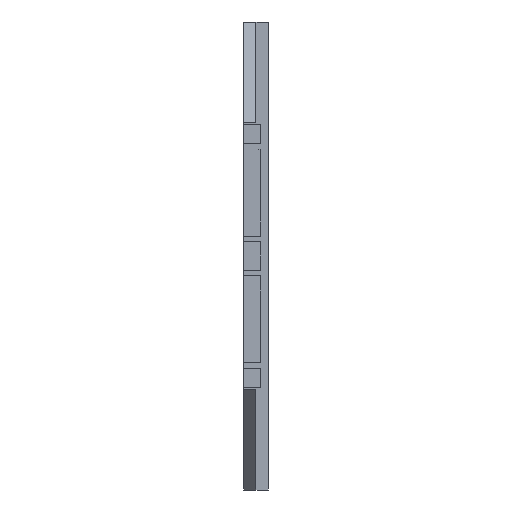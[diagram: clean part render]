
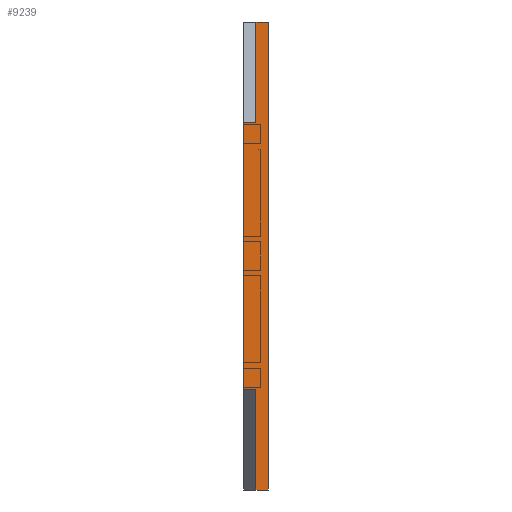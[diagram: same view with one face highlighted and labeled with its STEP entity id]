
A CAD part, left-side view. The second image highlights one B-rep face of the part: STEP entity #9239.
In plain terms, the highlighted planar face has unit normal (-1, 0, 0).
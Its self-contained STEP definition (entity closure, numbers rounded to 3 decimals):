
#344=PLANE('',#10019);
#942=FACE_OUTER_BOUND('',#1584,.T.);
#1584=EDGE_LOOP('',(#8119,#8120,#8121,#8122,#8123,#8124,#8125,#8126));
#1756=LINE('',#12807,#2795);
#1774=LINE('',#13018,#2813);
#2635=LINE('',#15053,#3674);
#2638=LINE('',#15059,#3677);
#2639=LINE('',#15061,#3678);
#2640=LINE('',#15062,#3679);
#2641=LINE('',#15064,#3680);
#2642=LINE('',#15065,#3681);
#2795=VECTOR('',#10211,10.);
#2813=VECTOR('',#10411,10.);
#3674=VECTOR('',#12284,10.);
#3677=VECTOR('',#12289,10.);
#3678=VECTOR('',#12290,10.);
#3679=VECTOR('',#12291,10.);
#3680=VECTOR('',#12292,10.);
#3681=VECTOR('',#12293,10.);
#4088=VERTEX_POINT('',#12804);
#4089=VERTEX_POINT('',#12806);
#4190=VERTEX_POINT('',#13015);
#4191=VERTEX_POINT('',#13017);
#4859=VERTEX_POINT('',#15052);
#4861=VERTEX_POINT('',#15058);
#4862=VERTEX_POINT('',#15060);
#4863=VERTEX_POINT('',#15063);
#4924=EDGE_CURVE('',#4088,#4089,#1756,.T.);
#5028=EDGE_CURVE('',#4191,#4190,#1774,.T.);
#6041=EDGE_CURVE('',#4859,#4191,#2635,.T.);
#6044=EDGE_CURVE('',#4861,#4190,#2638,.T.);
#6045=EDGE_CURVE('',#4862,#4861,#2639,.T.);
#6046=EDGE_CURVE('',#4089,#4862,#2640,.T.);
#6047=EDGE_CURVE('',#4088,#4863,#2641,.T.);
#6048=EDGE_CURVE('',#4859,#4863,#2642,.T.);
#8119=ORIENTED_EDGE('',*,*,#5028,.T.);
#8120=ORIENTED_EDGE('',*,*,#6044,.F.);
#8121=ORIENTED_EDGE('',*,*,#6045,.F.);
#8122=ORIENTED_EDGE('',*,*,#6046,.F.);
#8123=ORIENTED_EDGE('',*,*,#4924,.F.);
#8124=ORIENTED_EDGE('',*,*,#6047,.T.);
#8125=ORIENTED_EDGE('',*,*,#6048,.F.);
#8126=ORIENTED_EDGE('',*,*,#6041,.T.);
#9239=ADVANCED_FACE('',(#942),#344,.T.);
#10019=AXIS2_PLACEMENT_3D('',#15057,#12287,#12288);
#10211=DIRECTION('',(0.,0.,-1.));
#10411=DIRECTION('',(0.,0.,-1.));
#12284=DIRECTION('',(0.,1.,0.));
#12287=DIRECTION('center_axis',(-1.,0.,0.));
#12288=DIRECTION('ref_axis',(0.,0.,1.));
#12289=DIRECTION('',(0.,1.,0.));
#12290=DIRECTION('',(0.,0.,1.));
#12291=DIRECTION('',(0.,1.,0.));
#12292=DIRECTION('',(0.,1.,0.));
#12293=DIRECTION('',(0.,0.,1.));
#12804=CARTESIAN_POINT('',(-100.,0.,47.5));
#12806=CARTESIAN_POINT('',(-100.,0.,-47.5));
#12807=CARTESIAN_POINT('',(-100.,0.,47.5));
#13015=CARTESIAN_POINT('',(-100.,5.,-27.));
#13017=CARTESIAN_POINT('',(-100.,5.,27.));
#13018=CARTESIAN_POINT('',(-100.,5.,-17.625));
#15052=CARTESIAN_POINT('',(-100.,2.5,27.));
#15053=CARTESIAN_POINT('',(-100.,1.5,27.));
#15057=CARTESIAN_POINT('Origin',(-100.,0.,-47.5));
#15058=CARTESIAN_POINT('',(-100.,2.5,-27.));
#15059=CARTESIAN_POINT('',(-100.,1.5,-27.));
#15060=CARTESIAN_POINT('',(-100.,2.5,-47.5));
#15061=CARTESIAN_POINT('',(-100.,2.5,47.5));
#15062=CARTESIAN_POINT('',(-100.,0.,-47.5));
#15063=CARTESIAN_POINT('',(-100.,2.5,47.5));
#15064=CARTESIAN_POINT('',(-100.,0.,47.5));
#15065=CARTESIAN_POINT('',(-100.,2.5,47.5));
